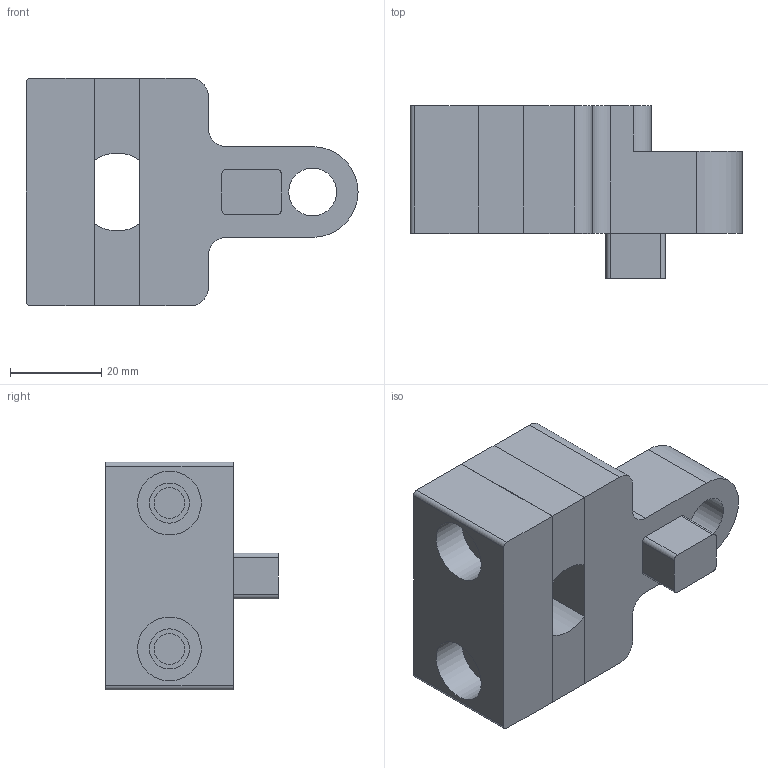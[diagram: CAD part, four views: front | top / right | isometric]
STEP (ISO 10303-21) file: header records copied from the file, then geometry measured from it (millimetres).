
FILE_DESCRIPTION(('FreeCAD Model'),'2;1');
FILE_NAME('Trottinette - Support moteur.step' ,'2018-05-06T18:19:37',('Author'),(''), 'Open CASCADE STEP processor 7.2','FreeCAD','Unknown');
FILE_SCHEMA(('AUTOMOTIVE_DESIGN { 1 0 10303 214 1 1 1 1 }'));
Length unit declared in the file: millimetre
Products named in the file (3): Exterieur_gauche; Exterieur_droit; Exterieur_central
Bounding box: 72.85 x 37.9 x 50 mm (x, y, z)
Volume: 58852.9 mm3; surface area: 19456.7 mm2
Topology: 4 solids, 4 shells, 70 faces, 161 edges, 108 vertices
Faces by surface type: plane 40, cylinder 30
Full cylindrical faces by diameter (mm): 3.3 x6, 6.75 x2, 8.8 x4, 10.5 x1, 14 x2
Entity records: 4739 total; most frequent: CARTESIAN_POINT 896, DIRECTION 636, LINE 351, VECTOR 351, ORIENTED_EDGE 322, PCURVE 322, DEFINITIONAL_REPRESENTATION 322, EDGE_CURVE 161
